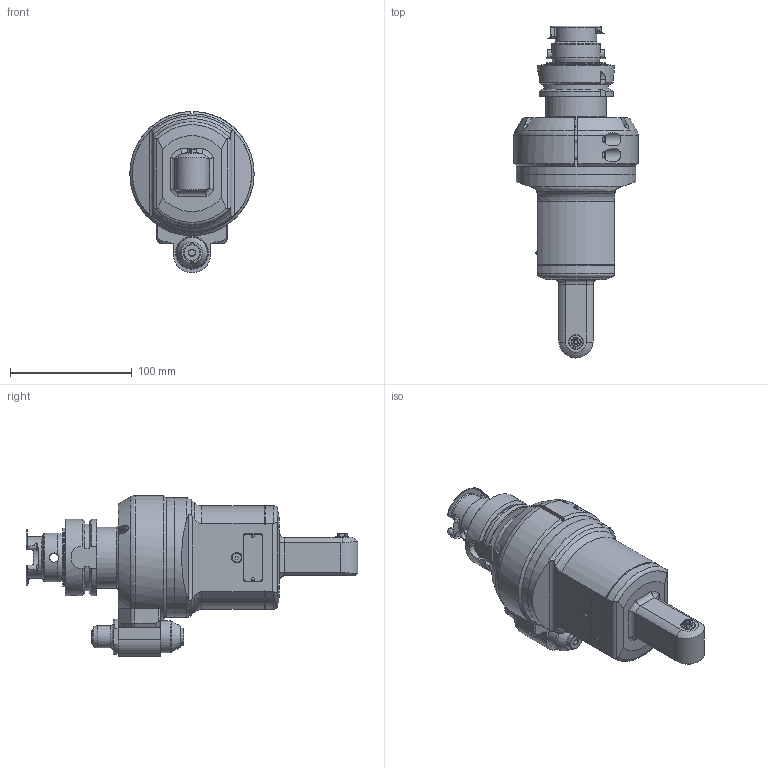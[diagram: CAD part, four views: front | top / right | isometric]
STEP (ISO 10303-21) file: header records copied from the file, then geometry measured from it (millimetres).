
FILE_DESCRIPTION(/* description */ (''),/* implementation_level */ '2;1');
FILE_NAME(/* name */ '9.FS9.04000-1H63.stp',/* time_stamp */ '2025-11-05T10:51:31-05:00',/* author */ ('jkrenzer'),/* organization */ (''),/* preprocessor_version */ 'ST-DEVELOPER v20',/* originating_system */ 'Autodesk Inventor 2025',/* authorisation */ '');
FILE_SCHEMA (('AUTOMOTIVE_DESIGN { 1 0 10303 214 3 1 1 }'));
Products named in the file (3): 9.FS9.04000-1H63; 9_FS9_04000; 9_GA1_566_2   (EVO, Type 1, H63A, 65mm)
Assembly tree (2 placements, depth 2):
  9.FS9.04000-1H63
    9_FS9_04000
    9_GA1_566_2   (EVO, Type 1, H63A, 65mm)
Bounding box: 101.99 x 272.49 x 132.23 mm (x, y, z)
Volume: 1000945.7 mm3; surface area: 146054.6 mm2
Topology: 5 solids, 7 shells, 541 faces, 1398 edges, 907 vertices
Faces by surface type: plane 272, cylinder 139, cone 85, torus 35, bspline 6, sphere 4
Full cylindrical faces by diameter (mm): 2.5 x3, 2.6 x2, 3 x3, 4.2 x2, 5 x2, 6 x4, 6.5 x1, 7 x1, 7.5 x2, 8 x3, 8.5 x2, 10 x5, 10.4 x2, 11 x1, 12 x3, 12.5 x2, 14 x1, 18 x2, 20 x1, 26 x1, 27 x1, 34 x2, 38 x2, 40 x1, 48.038 x1, 50 x1, 63 x1, 65 x1, 97.8 x1, 98 x1
Entity records: 47169 total; most frequent: CARTESIAN_POINT 34219, ORIENTED_EDGE 2766, DIRECTION 2603, EDGE_CURVE 1383, AXIS2_PLACEMENT_3D 977, VERTEX_POINT 907, LINE 649, VECTOR 649
